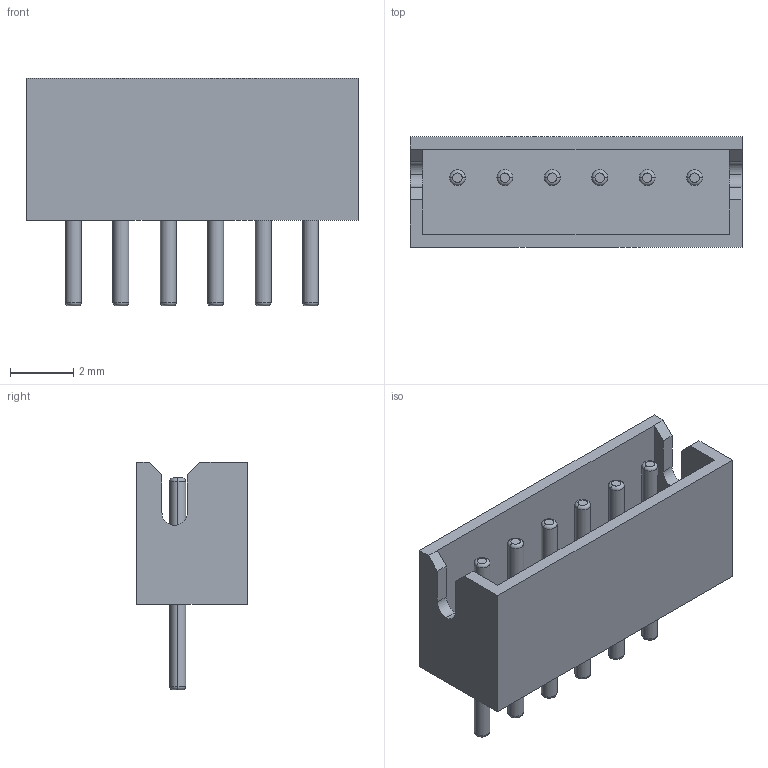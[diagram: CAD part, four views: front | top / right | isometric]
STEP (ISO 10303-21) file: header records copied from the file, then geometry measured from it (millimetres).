
FILE_DESCRIPTION (( 'STEP AP214' ), '1' );
FILE_NAME ('B6B-ZR_1d5mm.STEP', '2024-11-09T10:03:36', ( '' ), ( '' ), 'SwSTEP 2.0', 'SolidWorks 2022', '' );
FILE_SCHEMA (( 'AUTOMOTIVE_DESIGN' ));
Length unit declared in the file: millimetre
Products named in the file (1): B6B-ZR_1d5mm
Bounding box: 10.5 x 3.5 x 7.2 mm (x, y, z)
Volume: 72.4 mm3; surface area: 354.2 mm2
Topology: 7 solids, 7 shells, 72 faces, 148 edges, 90 vertices
Faces by surface type: plane 32, torus 24, cylinder 16
Entity records: 2432 total; most frequent: DIRECTION 374, CARTESIAN_POINT 311, ORIENTED_EDGE 296, AXIS2_PLACEMENT_3D 153, EDGE_CURVE 148, VERTEX_POINT 90, CIRCLE 80, EDGE_LOOP 72
